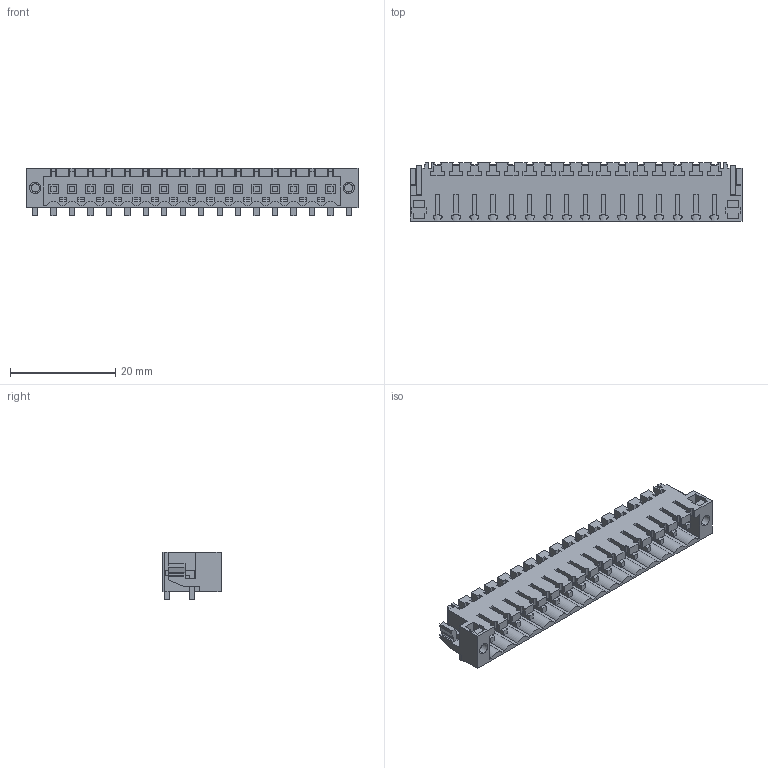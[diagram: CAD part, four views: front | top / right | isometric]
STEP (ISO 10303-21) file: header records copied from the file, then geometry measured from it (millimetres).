
FILE_DESCRIPTION(('CATIA V5 STEP Exchange','CAx-IF Rec.Pracs.--- Model Styling and Organization---1.2---2011-12-15'),'2;1');
FILE_NAME ('D1456519_0_1805080000_1805080000.stp','2018-03-10T11:23:26+00:00',('none'),('Weidmueller'),'CATIA Version 5-6 Release 2014','CATIA V5 STEP AP214','none');
FILE_SCHEMA(('AUTOMOTIVE_DESIGN { 1 0 10303 214 1 1 1 1 }'));
Length unit declared in the file: millimetre
Products named in the file (1): 1805080000
Bounding box: 62.95 x 11.05 x 8.95 mm (x, y, z)
Volume: 2245.5 mm3; surface area: 5913.5 mm2
Topology: 19 solids, 19 shells, 1108 faces, 3438 edges, 2385 vertices
Faces by surface type: plane 1016, cylinder 92
Entity records: 35154 total; most frequent: ORIENTED_EDGE 6876, CARTESIAN_POINT 6389, DIRECTION 4550, EDGE_CURVE 3438, VECTOR 3248, LINE 3248, VERTEX_POINT 2385, EDGE_LOOP 1165
